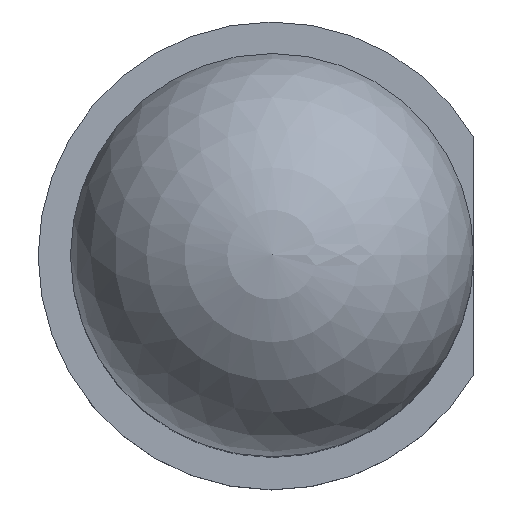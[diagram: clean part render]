
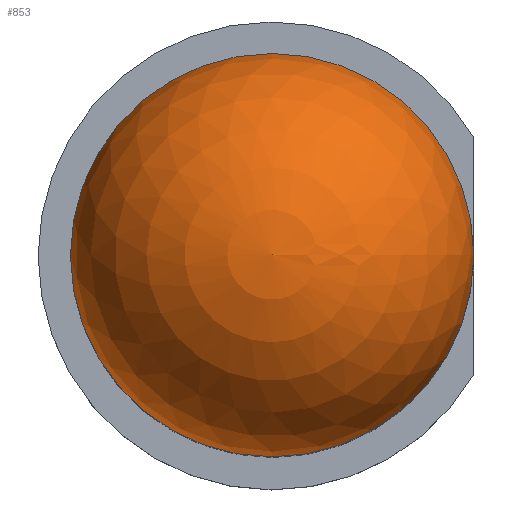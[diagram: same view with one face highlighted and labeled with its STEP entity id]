
A CAD part, top view. The second image highlights one B-rep face of the part: STEP entity #853.
In plain terms, the highlighted spherical face has radius 2.5 mm.
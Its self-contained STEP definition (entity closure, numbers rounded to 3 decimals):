
#20=SPHERICAL_SURFACE('',#900,2.5);
#45=CIRCLE('',#899,2.5);
#95=ORIENTED_EDGE('',*,*,#252,.F.);
#252=EDGE_CURVE('',#332,#332,#45,.T.);
#332=VERTEX_POINT('',#1174);
#509=EDGE_LOOP('',(#95));
#548=FACE_BOUND('',#509,.T.);
#853=ADVANCED_FACE('',(#548),#20,.T.);
#899=AXIS2_PLACEMENT_3D('',#1173,#994,#995);
#900=AXIS2_PLACEMENT_3D('',#1175,#996,#997);
#994=DIRECTION('',(0.,0.,-1.));
#995=DIRECTION('',(-1.,0.,0.));
#996=DIRECTION('',(0.,0.,1.));
#997=DIRECTION('',(1.,0.,0.));
#1173=CARTESIAN_POINT('',(0.,0.,6.2));
#1174=CARTESIAN_POINT('',(-2.5,0.,6.2));
#1175=CARTESIAN_POINT('',(0.,0.,6.2));
